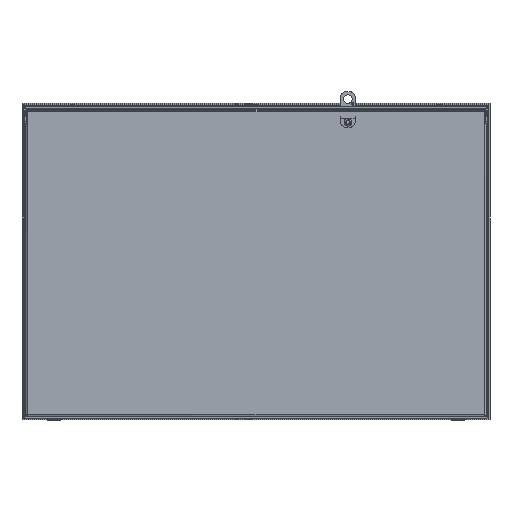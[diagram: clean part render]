
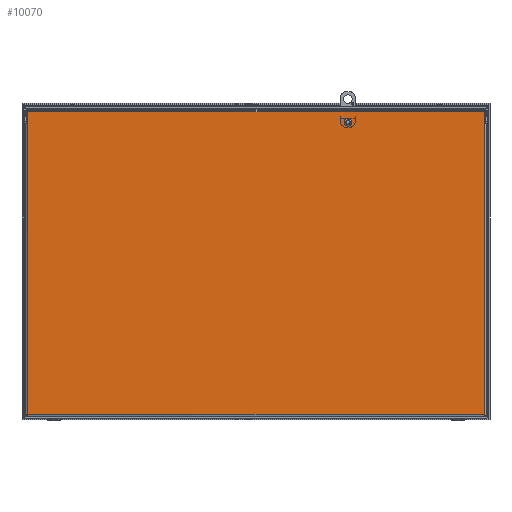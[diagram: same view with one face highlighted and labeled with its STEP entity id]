
A CAD part, front view. The second image highlights one B-rep face of the part: STEP entity #10070.
In plain terms, the highlighted planar face has unit normal (0, -1, 0).
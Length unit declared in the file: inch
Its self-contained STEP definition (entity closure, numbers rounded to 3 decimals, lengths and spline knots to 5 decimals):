
#437 = LINE ( 'NONE', #16230, #15814 ) ;
#634 = DIRECTION ( 'NONE',  ( 1., 0., 0. ) ) ;
#674 = EDGE_CURVE ( 'NONE', #19001, #12206, #437, .T. ) ;
#727 = AXIS2_PLACEMENT_3D ( 'NONE', #18576, #11658, #16943 ) ;
#1001 = ORIENTED_EDGE ( 'NONE', *, *, #13974, .T. ) ;
#1038 = PLANE ( 'NONE',  #727 ) ;
#1432 = DIRECTION ( 'NONE',  ( -0.5, 0., -0.866 ) ) ;
#1631 = VECTOR ( 'NONE', #19953, 39.37008 ) ;
#1866 = ORIENTED_EDGE ( 'NONE', *, *, #7486, .T. ) ;
#2637 = EDGE_CURVE ( 'NONE', #2677, #8660, #10202, .T. ) ;
#2653 = VECTOR ( 'NONE', #1432, 39.37008 ) ;
#2677 = VERTEX_POINT ( 'NONE', #3262 ) ;
#3262 = CARTESIAN_POINT ( 'NONE',  ( -11.875, -12., 13.98637 ) ) ;
#3726 = EDGE_CURVE ( 'NONE', #8660, #6698, #17452, .T. ) ;
#3784 = VECTOR ( 'NONE', #15330, 39.37008 ) ;
#4283 = DIRECTION ( 'NONE',  ( 0., 0., 1. ) ) ;
#4323 = CARTESIAN_POINT ( 'NONE',  ( -11.87913, -12., 9.77652 ) ) ;
#4916 = ORIENTED_EDGE ( 'NONE', *, *, #17227, .T. ) ;
#5458 = EDGE_CURVE ( 'NONE', #12206, #18111, #12620, .T. ) ;
#5629 = CARTESIAN_POINT ( 'NONE',  ( 11.87912, -12., 13.46142 ) ) ;
#5976 = CARTESIAN_POINT ( 'NONE',  ( 12.04247, -12., 13.1785 ) ) ;
#6088 = ORIENTED_EDGE ( 'NONE', *, *, #8054, .T. ) ;
#6698 = VERTEX_POINT ( 'NONE', #22006 ) ;
#6873 = LINE ( 'NONE', #19569, #20079 ) ;
#7377 = ORIENTED_EDGE ( 'NONE', *, *, #2637, .T. ) ;
#7465 = CARTESIAN_POINT ( 'NONE',  ( 11.87913, -12., 2.14425 ) ) ;
#7486 = EDGE_CURVE ( 'NONE', #14576, #2677, #6873, .T. ) ;
#7714 = CARTESIAN_POINT ( 'NONE',  ( 11.875, -12., 9.78009 ) ) ;
#8054 = EDGE_CURVE ( 'NONE', #18671, #14576, #13824, .T. ) ;
#8105 = CARTESIAN_POINT ( 'NONE',  ( 11.87913, -12., -1.80313 ) ) ;
#8349 = CARTESIAN_POINT ( 'NONE',  ( -11.875, -12., 13.46856 ) ) ;
#8660 = VERTEX_POINT ( 'NONE', #8349 ) ;
#8727 = FACE_BOUND ( 'NONE', #21152, .T. ) ;
#8867 = ORIENTED_EDGE ( 'NONE', *, *, #5458, .T. ) ;
#9372 = CIRCLE ( 'NONE', #19431, 0.1005 ) ;
#9779 = CARTESIAN_POINT ( 'NONE',  ( -11.98778, -12., 13.27322 ) ) ;
#9849 = ORIENTED_EDGE ( 'NONE', *, *, #3726, .T. ) ;
#10070 = ADVANCED_FACE ( 'NONE', ( #13311, #8727 ), #1038, .F. ) ;
#10202 = LINE ( 'NONE', #17082, #3784 ) ;
#10331 = ORIENTED_EDGE ( 'NONE', *, *, #674, .T. ) ;
#10923 = DIRECTION ( 'NONE',  ( -0.5, 0., 0.866 ) ) ;
#11658 = DIRECTION ( 'NONE',  ( 0., 1., 0. ) ) ;
#11913 = ORIENTED_EDGE ( 'NONE', *, *, #15261, .T. ) ;
#12206 = VERTEX_POINT ( 'NONE', #8105 ) ;
#12620 = LINE ( 'NONE', #7465, #19922 ) ;
#12832 = CARTESIAN_POINT ( 'NONE',  ( 4.78125, -12., 13.42387 ) ) ;
#13235 = LINE ( 'NONE', #5976, #14304 ) ;
#13311 = FACE_OUTER_BOUND ( 'NONE', #16299, .T. ) ;
#13824 = LINE ( 'NONE', #7714, #21080 ) ;
#13974 = EDGE_CURVE ( 'NONE', #18111, #18671, #13235, .T. ) ;
#14212 = DIRECTION ( 'NONE',  ( -1., 0., 0. ) ) ;
#14304 = VECTOR ( 'NONE', #10923, 39.37008 ) ;
#14523 = DIRECTION ( 'NONE',  ( 0., 0., 1. ) ) ;
#14576 = VERTEX_POINT ( 'NONE', #21244 ) ;
#15185 = VERTEX_POINT ( 'NONE', #21899 ) ;
#15261 = EDGE_CURVE ( 'NONE', #15185, #15185, #9372, .T. ) ;
#15330 = DIRECTION ( 'NONE',  ( 0., 0., -1. ) ) ;
#15814 = VECTOR ( 'NONE', #21588, 39.37008 ) ;
#16230 = CARTESIAN_POINT ( 'NONE',  ( -5.93956, -12., -1.80313 ) ) ;
#16299 = EDGE_LOOP ( 'NONE', ( #1866, #7377, #9849, #4916, #10331, #8867, #1001, #6088 ) ) ;
#16697 = CARTESIAN_POINT ( 'NONE',  ( 11.875, -12., 13.46856 ) ) ;
#16943 = DIRECTION ( 'NONE',  ( 1., 0., 0. ) ) ;
#17082 = CARTESIAN_POINT ( 'NONE',  ( -11.875, -12., 10.09162 ) ) ;
#17227 = EDGE_CURVE ( 'NONE', #6698, #19001, #20230, .T. ) ;
#17452 = LINE ( 'NONE', #9779, #2653 ) ;
#17742 = DIRECTION ( 'NONE',  ( 0., 1., 0. ) ) ;
#18111 = VERTEX_POINT ( 'NONE', #5629 ) ;
#18576 = CARTESIAN_POINT ( 'NONE',  ( 0., -12., 6.09162 ) ) ;
#18671 = VERTEX_POINT ( 'NONE', #16697 ) ;
#19001 = VERTEX_POINT ( 'NONE', #21038 ) ;
#19431 = AXIS2_PLACEMENT_3D ( 'NONE', #12832, #17742, #634 ) ;
#19569 = CARTESIAN_POINT ( 'NONE',  ( 5.9375, -12., 13.98637 ) ) ;
#19922 = VECTOR ( 'NONE', #14523, 39.37008 ) ;
#19953 = DIRECTION ( 'NONE',  ( 0., 0., -1. ) ) ;
#20079 = VECTOR ( 'NONE', #14212, 39.37008 ) ;
#20230 = LINE ( 'NONE', #4323, #1631 ) ;
#21038 = CARTESIAN_POINT ( 'NONE',  ( -11.87912, -12., -1.80313 ) ) ;
#21080 = VECTOR ( 'NONE', #4283, 39.37008 ) ;
#21152 = EDGE_LOOP ( 'NONE', ( #11913 ) ) ;
#21244 = CARTESIAN_POINT ( 'NONE',  ( 11.875, -12., 13.98637 ) ) ;
#21588 = DIRECTION ( 'NONE',  ( 1., 0., 0. ) ) ;
#21899 = CARTESIAN_POINT ( 'NONE',  ( 4.88175, -12., 13.42387 ) ) ;
#22006 = CARTESIAN_POINT ( 'NONE',  ( -11.87913, -12., 13.46142 ) ) ;
